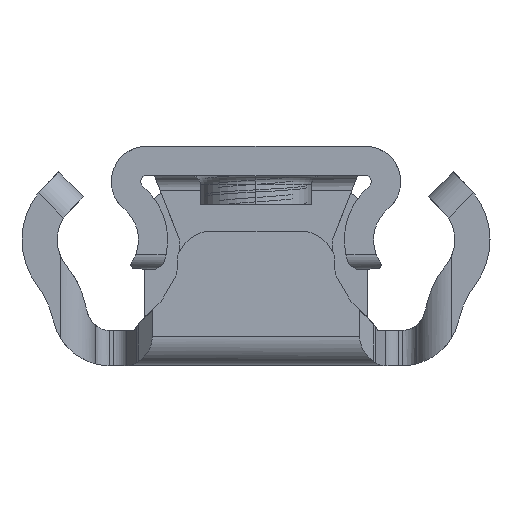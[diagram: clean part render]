
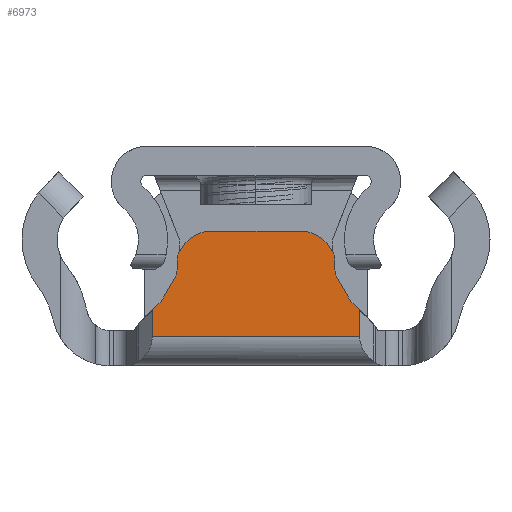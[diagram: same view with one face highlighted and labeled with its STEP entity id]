
A CAD part, left-side view. The second image highlights one B-rep face of the part: STEP entity #6973.
In plain terms, the highlighted planar face has unit normal (-1, 0, 0).
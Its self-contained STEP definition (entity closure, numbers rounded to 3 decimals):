
#32 = CARTESIAN_POINT ( 'NONE',  ( 1.3, -3.546, 0. ) ) ;
#33 = CARTESIAN_POINT ( 'NONE',  ( 1.3, -2.7, 3.276 ) ) ;
#34 = DIRECTION ( 'NONE',  ( -1., 0., 0. ) ) ;
#52 = EDGE_CURVE ( 'NONE', #1676, #1126, #1135, .T. ) ;
#116 = DIRECTION ( 'NONE',  ( 0., 0.5, 0.866 ) ) ;
#179 = CARTESIAN_POINT ( 'NONE',  ( 1.3, -3.24, 2.206 ) ) ;
#190 = ORIENTED_EDGE ( 'NONE', *, *, #9709, .T. ) ;
#467 = CARTESIAN_POINT ( 'NONE',  ( 1.3, 2.2, 3.608 ) ) ;
#531 = CARTESIAN_POINT ( 'NONE',  ( 1.3, 1.512, 3.4 ) ) ;
#677 = LINE ( 'NONE', #3721, #7373 ) ;
#760 = VERTEX_POINT ( 'NONE', #2957 ) ;
#877 = LINE ( 'NONE', #7807, #8088 ) ;
#885 = CARTESIAN_POINT ( 'NONE',  ( 1.3, -2.7, 3.276 ) ) ;
#989 = ORIENTED_EDGE ( 'NONE', *, *, #5646, .T. ) ;
#1016 = CARTESIAN_POINT ( 'NONE',  ( 1.3, 3.24, 2.206 ) ) ;
#1126 = VERTEX_POINT ( 'NONE', #5046 ) ;
#1135 = LINE ( 'NONE', #9025, #6312 ) ;
#1187 = AXIS2_PLACEMENT_3D ( 'NONE', #1651, #4089, #4807 ) ;
#1201 = VECTOR ( 'NONE', #4283, 1000. ) ;
#1271 = CARTESIAN_POINT ( 'NONE',  ( 1.3, 3.546, 1. ) ) ;
#1318 = DIRECTION ( 'NONE',  ( 1., 0., 0. ) ) ;
#1340 = CIRCLE ( 'NONE', #7031, 0.5 ) ;
#1432 = CARTESIAN_POINT ( 'NONE',  ( 1.3, -2.767, 3.026 ) ) ;
#1475 = LINE ( 'NONE', #6932, #1671 ) ;
#1594 = CARTESIAN_POINT ( 'NONE',  ( 1.3, -1.512, 3.4 ) ) ;
#1598 = VERTEX_POINT ( 'NONE', #5080 ) ;
#1651 = CARTESIAN_POINT ( 'NONE',  ( 1.3, -2.2, 3.608 ) ) ;
#1662 = CIRCLE ( 'NONE', #8181, 1.2 ) ;
#1671 = VECTOR ( 'NONE', #4578, 1000. ) ;
#1672 = CARTESIAN_POINT ( 'NONE',  ( 1.3, -2.633, 3.858 ) ) ;
#1676 = VERTEX_POINT ( 'NONE', #8237 ) ;
#1694 = DIRECTION ( 'NONE',  ( 0., 0., 1. ) ) ;
#1742 = CIRCLE ( 'NONE', #10036, 0.5 ) ;
#1876 = CIRCLE ( 'NONE', #5780, 1.2 ) ;
#1900 = ORIENTED_EDGE ( 'NONE', *, *, #4672, .T. ) ;
#2046 = DIRECTION ( 'NONE',  ( 0., 0.5, -0.866 ) ) ;
#2136 = CARTESIAN_POINT ( 'NONE',  ( 1.3, -3.546, 1.9 ) ) ;
#2178 = CARTESIAN_POINT ( 'NONE',  ( 1.3, -3.24, 2.206 ) ) ;
#2290 = EDGE_CURVE ( 'NONE', #9259, #9053, #1876, .T. ) ;
#2305 = VECTOR ( 'NONE', #3115, 1000. ) ;
#2316 = CARTESIAN_POINT ( 'NONE',  ( 1.3, 1.512, 4.6 ) ) ;
#2530 = CARTESIAN_POINT ( 'NONE',  ( 1.3, -2.7, 3.608 ) ) ;
#2712 = DIRECTION ( 'NONE',  ( 0., 0., 1. ) ) ;
#2798 = EDGE_CURVE ( 'NONE', #3058, #3842, #877, .T. ) ;
#2865 = DIRECTION ( 'NONE',  ( -1., 0., 0. ) ) ;
#2957 = CARTESIAN_POINT ( 'NONE',  ( 1.3, 2.633, 3.858 ) ) ;
#3058 = VERTEX_POINT ( 'NONE', #3765 ) ;
#3115 = DIRECTION ( 'NONE',  ( 0., 0., 1. ) ) ;
#3302 = LINE ( 'NONE', #7799, #7851 ) ;
#3366 = ORIENTED_EDGE ( 'NONE', *, *, #8357, .T. ) ;
#3459 = ORIENTED_EDGE ( 'NONE', *, *, #6719, .F. ) ;
#3465 = EDGE_CURVE ( 'NONE', #4554, #5172, #1742, .T. ) ;
#3466 = VECTOR ( 'NONE', #4776, 1000. ) ;
#3474 = ORIENTED_EDGE ( 'NONE', *, *, #4547, .T. ) ;
#3675 = DIRECTION ( 'NONE',  ( 0., 1., 0. ) ) ;
#3721 = CARTESIAN_POINT ( 'NONE',  ( 1.3, -1.512, 4.6 ) ) ;
#3757 = DIRECTION ( 'NONE',  ( -1., 0., 0. ) ) ;
#3765 = CARTESIAN_POINT ( 'NONE',  ( 1.3, 2.7, 3.608 ) ) ;
#3832 = LINE ( 'NONE', #6126, #9471 ) ;
#3842 = VERTEX_POINT ( 'NONE', #5383 ) ;
#3879 = DIRECTION ( 'NONE',  ( 0., 0., -1. ) ) ;
#4021 = DIRECTION ( 'NONE',  ( 1., 0., 0. ) ) ;
#4028 = EDGE_CURVE ( 'NONE', #5326, #1598, #1662, .T. ) ;
#4051 = EDGE_LOOP ( 'NONE', ( #3459, #3474, #7305, #7068, #8339, #7108, #5269, #989, #7165, #7513, #5086, #9671, #3366, #190, #7332, #6704, #8556, #1900 ) ) ;
#4089 = DIRECTION ( 'NONE',  ( -1., 0., 0. ) ) ;
#4105 = EDGE_CURVE ( 'NONE', #7004, #4554, #3832, .T. ) ;
#4283 = DIRECTION ( 'NONE',  ( 0., 0.5, -0.866 ) ) ;
#4418 = EDGE_CURVE ( 'NONE', #3842, #1676, #1340, .T. ) ;
#4524 = FACE_OUTER_BOUND ( 'NONE', #4051, .T. ) ;
#4547 = EDGE_CURVE ( 'NONE', #9777, #5026, #1475, .T. ) ;
#4554 = VERTEX_POINT ( 'NONE', #1432 ) ;
#4578 = DIRECTION ( 'NONE',  ( 0., -1., 0. ) ) ;
#4589 = VECTOR ( 'NONE', #10042, 1000. ) ;
#4647 = LINE ( 'NONE', #32, #4589 ) ;
#4648 = DIRECTION ( 'NONE',  ( 0., 0.707, 0.707 ) ) ;
#4651 = EDGE_CURVE ( 'NONE', #9053, #5326, #677, .T. ) ;
#4672 = EDGE_CURVE ( 'NONE', #1126, #8456, #5535, .T. ) ;
#4711 = VERTEX_POINT ( 'NONE', #2530 ) ;
#4720 = EDGE_CURVE ( 'NONE', #9011, #9259, #9560, .T. ) ;
#4735 = DIRECTION ( 'NONE',  ( 0., 0., 1. ) ) ;
#4776 = DIRECTION ( 'NONE',  ( 0., 0.707, -0.707 ) ) ;
#4807 = DIRECTION ( 'NONE',  ( 0., 0., 1. ) ) ;
#4994 = DIRECTION ( 'NONE',  ( 0., 0., 1. ) ) ;
#5026 = VERTEX_POINT ( 'NONE', #8302 ) ;
#5046 = CARTESIAN_POINT ( 'NONE',  ( 1.3, 3.24, 2.206 ) ) ;
#5080 = CARTESIAN_POINT ( 'NONE',  ( 1.3, 2.551, 4. ) ) ;
#5086 = ORIENTED_EDGE ( 'NONE', *, *, #4651, .T. ) ;
#5172 = VERTEX_POINT ( 'NONE', #885 ) ;
#5190 = EDGE_CURVE ( 'NONE', #5026, #6499, #4647, .T. ) ;
#5269 = ORIENTED_EDGE ( 'NONE', *, *, #6199, .T. ) ;
#5326 = VERTEX_POINT ( 'NONE', #2316 ) ;
#5383 = CARTESIAN_POINT ( 'NONE',  ( 1.3, 2.7, 3.276 ) ) ;
#5395 = VECTOR ( 'NONE', #4648, 1000. ) ;
#5535 = LINE ( 'NONE', #1016, #3466 ) ;
#5543 = CARTESIAN_POINT ( 'NONE',  ( 1.3, -3.2, 3.276 ) ) ;
#5646 = EDGE_CURVE ( 'NONE', #4711, #9011, #5908, .T. ) ;
#5739 = CARTESIAN_POINT ( 'NONE',  ( 1.3, -2.551, 4. ) ) ;
#5780 = AXIS2_PLACEMENT_3D ( 'NONE', #1594, #34, #1694 ) ;
#5816 = DIRECTION ( 'NONE',  ( 1., 0., 0. ) ) ;
#5870 = CARTESIAN_POINT ( 'NONE',  ( 1.3, -1.512, 4.6 ) ) ;
#5908 = CIRCLE ( 'NONE', #1187, 0.5 ) ;
#6068 = EDGE_CURVE ( 'NONE', #6499, #7004, #6232, .T. ) ;
#6126 = CARTESIAN_POINT ( 'NONE',  ( 1.3, -3.24, 2.206 ) ) ;
#6199 = EDGE_CURVE ( 'NONE', #5172, #4711, #6993, .T. ) ;
#6232 = LINE ( 'NONE', #179, #5395 ) ;
#6312 = VECTOR ( 'NONE', #2046, 1000. ) ;
#6415 = DIRECTION ( 'NONE',  ( 0., 0., 1. ) ) ;
#6499 = VERTEX_POINT ( 'NONE', #2136 ) ;
#6677 = CARTESIAN_POINT ( 'NONE',  ( 1.3, 3.2, 3.276 ) ) ;
#6704 = ORIENTED_EDGE ( 'NONE', *, *, #4418, .T. ) ;
#6719 = EDGE_CURVE ( 'NONE', #9777, #8456, #3302, .T. ) ;
#6932 = CARTESIAN_POINT ( 'NONE',  ( 1.3, 3.546, 1. ) ) ;
#6940 = DIRECTION ( 'NONE',  ( 0., 0.5, 0.866 ) ) ;
#6973 = ADVANCED_FACE ( 'NONE', ( #4524 ), #9816, .F. ) ;
#6993 = LINE ( 'NONE', #33, #2305 ) ;
#7004 = VERTEX_POINT ( 'NONE', #2178 ) ;
#7031 = AXIS2_PLACEMENT_3D ( 'NONE', #6677, #5816, #4994 ) ;
#7068 = ORIENTED_EDGE ( 'NONE', *, *, #6068, .T. ) ;
#7108 = ORIENTED_EDGE ( 'NONE', *, *, #3465, .T. ) ;
#7165 = ORIENTED_EDGE ( 'NONE', *, *, #4720, .T. ) ;
#7305 = ORIENTED_EDGE ( 'NONE', *, *, #5190, .T. ) ;
#7332 = ORIENTED_EDGE ( 'NONE', *, *, #2798, .T. ) ;
#7371 = AXIS2_PLACEMENT_3D ( 'NONE', #467, #3757, #7638 ) ;
#7373 = VECTOR ( 'NONE', #3675, 1000. ) ;
#7513 = ORIENTED_EDGE ( 'NONE', *, *, #2290, .T. ) ;
#7638 = DIRECTION ( 'NONE',  ( 0., 0., 1. ) ) ;
#7704 = VECTOR ( 'NONE', #116, 1000. ) ;
#7799 = CARTESIAN_POINT ( 'NONE',  ( 1.3, 3.546, 0. ) ) ;
#7807 = CARTESIAN_POINT ( 'NONE',  ( 1.3, 2.7, 3.276 ) ) ;
#7851 = VECTOR ( 'NONE', #6415, 1000. ) ;
#8024 = CARTESIAN_POINT ( 'NONE',  ( 1.3, 3.546, 1.9 ) ) ;
#8088 = VECTOR ( 'NONE', #3879, 1000. ) ;
#8178 = AXIS2_PLACEMENT_3D ( 'NONE', #9257, #1318, #9209 ) ;
#8181 = AXIS2_PLACEMENT_3D ( 'NONE', #531, #2865, #2712 ) ;
#8237 = CARTESIAN_POINT ( 'NONE',  ( 1.3, 2.767, 3.026 ) ) ;
#8302 = CARTESIAN_POINT ( 'NONE',  ( 1.3, -3.546, 1. ) ) ;
#8339 = ORIENTED_EDGE ( 'NONE', *, *, #4105, .T. ) ;
#8357 = EDGE_CURVE ( 'NONE', #1598, #760, #9173, .T. ) ;
#8361 = CIRCLE ( 'NONE', #7371, 0.5 ) ;
#8416 = CARTESIAN_POINT ( 'NONE',  ( 1.3, 2.633, 3.858 ) ) ;
#8456 = VERTEX_POINT ( 'NONE', #8024 ) ;
#8556 = ORIENTED_EDGE ( 'NONE', *, *, #52, .T. ) ;
#8871 = CARTESIAN_POINT ( 'NONE',  ( 1.3, -2.633, 3.858 ) ) ;
#9011 = VERTEX_POINT ( 'NONE', #8871 ) ;
#9025 = CARTESIAN_POINT ( 'NONE',  ( 1.3, 3.24, 2.206 ) ) ;
#9053 = VERTEX_POINT ( 'NONE', #5870 ) ;
#9173 = LINE ( 'NONE', #8416, #1201 ) ;
#9209 = DIRECTION ( 'NONE',  ( 0., 0., -1. ) ) ;
#9257 = CARTESIAN_POINT ( 'NONE',  ( 1.3, 3.546, -1.8 ) ) ;
#9259 = VERTEX_POINT ( 'NONE', #5739 ) ;
#9471 = VECTOR ( 'NONE', #6940, 1000. ) ;
#9560 = LINE ( 'NONE', #1672, #7704 ) ;
#9671 = ORIENTED_EDGE ( 'NONE', *, *, #4028, .T. ) ;
#9709 = EDGE_CURVE ( 'NONE', #760, #3058, #8361, .T. ) ;
#9777 = VERTEX_POINT ( 'NONE', #1271 ) ;
#9816 = PLANE ( 'NONE',  #8178 ) ;
#10036 = AXIS2_PLACEMENT_3D ( 'NONE', #5543, #4021, #4735 ) ;
#10042 = DIRECTION ( 'NONE',  ( 0., 0., 1. ) ) ;
